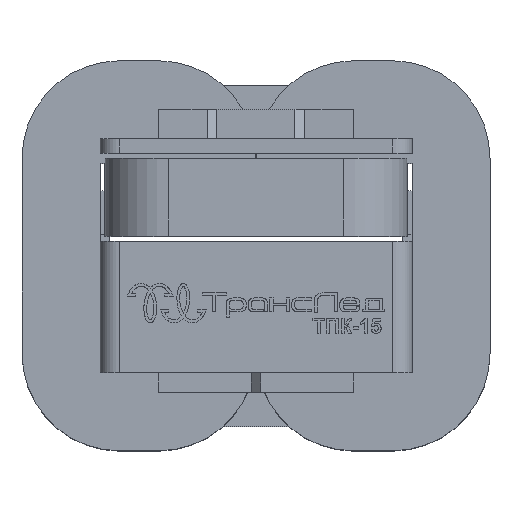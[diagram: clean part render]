
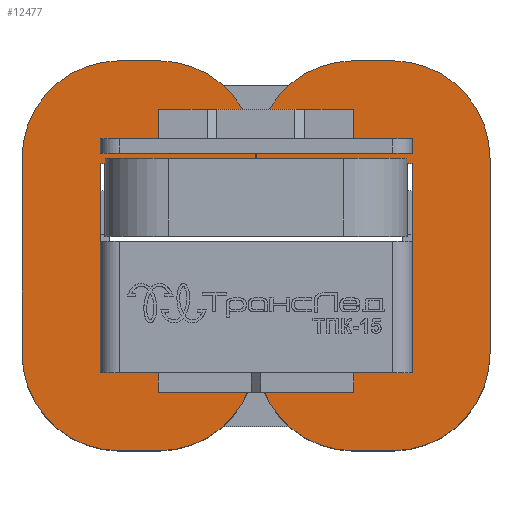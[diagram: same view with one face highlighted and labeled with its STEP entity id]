
A CAD part, top view. The second image highlights one B-rep face of the part: STEP entity #12477.
In plain terms, the highlighted planar face has unit normal (0, 0, 1).
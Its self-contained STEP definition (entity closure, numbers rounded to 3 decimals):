
#817=CIRCLE('',#13251,10.);
#819=CIRCLE('',#13255,10.);
#821=CIRCLE('',#13259,10.);
#823=CIRCLE('',#13262,10.);
#825=CIRCLE('',#13266,10.);
#827=CIRCLE('',#13270,10.);
#829=CIRCLE('',#13274,10.);
#831=CIRCLE('',#13277,10.);
#943=FACE_BOUND('',#1806,.T.);
#1076=FACE_OUTER_BOUND('',#1805,.T.);
#1805=EDGE_LOOP('',(#8751,#8752,#8753,#8754,#8755,#8756,#8757,#8758,#8759,
#8760,#8761,#8762,#8763,#8764));
#1806=EDGE_LOOP('',(#8765,#8766,#8767,#8768));
#2654=LINE('',#16772,#3973);
#2658=LINE('',#16779,#3977);
#2660=LINE('',#16784,#3979);
#2663=LINE('',#16788,#3982);
#2666=LINE('',#16796,#3985);
#2670=LINE('',#16808,#3989);
#2674=LINE('',#16820,#3993);
#2679=LINE('',#16838,#3998);
#2683=LINE('',#16850,#4002);
#2687=LINE('',#16862,#4006);
#3973=VECTOR('',#14198,10.);
#3977=VECTOR('',#14204,10.);
#3979=VECTOR('',#14208,10.);
#3982=VECTOR('',#14213,10.);
#3985=VECTOR('',#14218,10.);
#3989=VECTOR('',#14230,10.);
#3993=VECTOR('',#14242,10.);
#3998=VECTOR('',#14261,10.);
#4002=VECTOR('',#14273,10.);
#4006=VECTOR('',#14285,10.);
#5228=VERTEX_POINT('',#16769);
#5229=VERTEX_POINT('',#16771);
#5231=VERTEX_POINT('',#16777);
#5233=VERTEX_POINT('',#16783);
#5236=VERTEX_POINT('',#16793);
#5237=VERTEX_POINT('',#16795);
#5239=VERTEX_POINT('',#16801);
#5241=VERTEX_POINT('',#16807);
#5243=VERTEX_POINT('',#16813);
#5245=VERTEX_POINT('',#16819);
#5247=VERTEX_POINT('',#16825);
#5249=VERTEX_POINT('',#16831);
#5251=VERTEX_POINT('',#16837);
#5253=VERTEX_POINT('',#16843);
#5255=VERTEX_POINT('',#16849);
#5257=VERTEX_POINT('',#16855);
#5259=VERTEX_POINT('',#16861);
#5261=VERTEX_POINT('',#16867);
#6558=EDGE_CURVE('',#5229,#5228,#2654,.T.);
#6562=EDGE_CURVE('',#5228,#5231,#2658,.T.);
#6564=EDGE_CURVE('',#5233,#5229,#2660,.T.);
#6567=EDGE_CURVE('',#5231,#5233,#2663,.T.);
#6570=EDGE_CURVE('',#5237,#5236,#2666,.T.);
#6573=EDGE_CURVE('',#5239,#5237,#817,.T.);
#6576=EDGE_CURVE('',#5241,#5239,#2670,.T.);
#6579=EDGE_CURVE('',#5243,#5241,#819,.T.);
#6582=EDGE_CURVE('',#5245,#5243,#2674,.T.);
#6585=EDGE_CURVE('',#5247,#5245,#821,.T.);
#6588=EDGE_CURVE('',#5249,#5247,#823,.T.);
#6591=EDGE_CURVE('',#5251,#5249,#2679,.T.);
#6594=EDGE_CURVE('',#5253,#5251,#825,.T.);
#6597=EDGE_CURVE('',#5255,#5253,#2683,.T.);
#6600=EDGE_CURVE('',#5257,#5255,#827,.T.);
#6603=EDGE_CURVE('',#5259,#5257,#2687,.T.);
#6606=EDGE_CURVE('',#5261,#5259,#829,.T.);
#6609=EDGE_CURVE('',#5236,#5261,#831,.T.);
#8751=ORIENTED_EDGE('',*,*,#6609,.T.);
#8752=ORIENTED_EDGE('',*,*,#6606,.T.);
#8753=ORIENTED_EDGE('',*,*,#6603,.T.);
#8754=ORIENTED_EDGE('',*,*,#6600,.T.);
#8755=ORIENTED_EDGE('',*,*,#6597,.T.);
#8756=ORIENTED_EDGE('',*,*,#6594,.T.);
#8757=ORIENTED_EDGE('',*,*,#6591,.T.);
#8758=ORIENTED_EDGE('',*,*,#6588,.T.);
#8759=ORIENTED_EDGE('',*,*,#6585,.T.);
#8760=ORIENTED_EDGE('',*,*,#6582,.T.);
#8761=ORIENTED_EDGE('',*,*,#6579,.T.);
#8762=ORIENTED_EDGE('',*,*,#6576,.T.);
#8763=ORIENTED_EDGE('',*,*,#6573,.T.);
#8764=ORIENTED_EDGE('',*,*,#6570,.T.);
#8765=ORIENTED_EDGE('',*,*,#6564,.T.);
#8766=ORIENTED_EDGE('',*,*,#6558,.T.);
#8767=ORIENTED_EDGE('',*,*,#6562,.T.);
#8768=ORIENTED_EDGE('',*,*,#6567,.T.);
#12022=PLANE('',#13278);
#12477=ADVANCED_FACE('',(#1076,#943),#12022,.T.);
#13251=AXIS2_PLACEMENT_3D('',#16802,#14224,#14225);
#13255=AXIS2_PLACEMENT_3D('',#16814,#14236,#14237);
#13259=AXIS2_PLACEMENT_3D('',#16826,#14248,#14249);
#13262=AXIS2_PLACEMENT_3D('',#16832,#14255,#14256);
#13266=AXIS2_PLACEMENT_3D('',#16844,#14267,#14268);
#13270=AXIS2_PLACEMENT_3D('',#16856,#14279,#14280);
#13274=AXIS2_PLACEMENT_3D('',#16868,#14291,#14292);
#13277=AXIS2_PLACEMENT_3D('',#16872,#14298,#14299);
#13278=AXIS2_PLACEMENT_3D('',#16873,#14300,#14301);
#14198=DIRECTION('',(0.,1.,0.));
#14204=DIRECTION('',(1.,0.,0.));
#14208=DIRECTION('',(-1.,0.,0.));
#14213=DIRECTION('',(0.,-1.,0.));
#14218=DIRECTION('',(-1.,0.,0.));
#14224=DIRECTION('center_axis',(0.,0.,1.));
#14225=DIRECTION('ref_axis',(1.,0.,0.));
#14230=DIRECTION('',(0.,1.,0.));
#14236=DIRECTION('center_axis',(0.,0.,1.));
#14237=DIRECTION('ref_axis',(0.,-1.,0.));
#14242=DIRECTION('',(1.,0.,0.));
#14248=DIRECTION('center_axis',(0.,0.,1.));
#14249=DIRECTION('ref_axis',(-1.,0.,0.));
#14255=DIRECTION('center_axis',(0.,0.,1.));
#14256=DIRECTION('ref_axis',(0.,-1.,0.));
#14261=DIRECTION('',(1.,0.,0.));
#14267=DIRECTION('center_axis',(0.,0.,1.));
#14268=DIRECTION('ref_axis',(-1.,0.,0.));
#14273=DIRECTION('',(0.,-1.,0.));
#14279=DIRECTION('center_axis',(0.,0.,1.));
#14280=DIRECTION('ref_axis',(0.,1.,0.));
#14285=DIRECTION('',(-1.,0.,0.));
#14291=DIRECTION('center_axis',(0.,0.,1.));
#14292=DIRECTION('ref_axis',(1.,0.,0.));
#14298=DIRECTION('center_axis',(0.,0.,1.));
#14299=DIRECTION('ref_axis',(0.,1.,0.));
#14300=DIRECTION('center_axis',(0.,0.,1.));
#14301=DIRECTION('ref_axis',(1.,0.,0.));
#16769=CARTESIAN_POINT('',(-16.,9.5,21.8));
#16771=CARTESIAN_POINT('',(-16.,0.5,21.8));
#16772=CARTESIAN_POINT('',(-16.,-9.25,21.8));
#16777=CARTESIAN_POINT('',(16.,9.5,21.8));
#16779=CARTESIAN_POINT('',(-8.,9.5,21.8));
#16783=CARTESIAN_POINT('',(16.,0.5,21.8));
#16784=CARTESIAN_POINT('',(8.,0.5,21.8));
#16788=CARTESIAN_POINT('',(16.,0.625,21.8));
#16793=CARTESIAN_POINT('',(10.,20.,21.8));
#16795=CARTESIAN_POINT('',(14.,20.,21.8));
#16796=CARTESIAN_POINT('',(10.,20.,21.8));
#16801=CARTESIAN_POINT('',(24.,10.,21.8));
#16802=CARTESIAN_POINT('Origin',(14.,10.,21.8));
#16807=CARTESIAN_POINT('',(24.,-10.,21.8));
#16808=CARTESIAN_POINT('',(24.,10.,21.8));
#16813=CARTESIAN_POINT('',(14.,-20.,21.8));
#16814=CARTESIAN_POINT('Origin',(14.,-10.,21.8));
#16819=CARTESIAN_POINT('',(10.,-20.,21.8));
#16820=CARTESIAN_POINT('',(14.,-20.,21.8));
#16825=CARTESIAN_POINT('',(0.,-10.,21.8));
#16826=CARTESIAN_POINT('Origin',(10.,-10.,21.8));
#16831=CARTESIAN_POINT('',(-10.,-20.,21.8));
#16832=CARTESIAN_POINT('Origin',(-10.,-10.,21.8));
#16837=CARTESIAN_POINT('',(-14.,-20.,21.8));
#16838=CARTESIAN_POINT('',(-14.,-20.,21.8));
#16843=CARTESIAN_POINT('',(-24.,-10.,21.8));
#16844=CARTESIAN_POINT('Origin',(-14.,-10.,21.8));
#16849=CARTESIAN_POINT('',(-24.,10.,21.8));
#16850=CARTESIAN_POINT('',(-24.,10.,21.8));
#16855=CARTESIAN_POINT('',(-14.,20.,21.8));
#16856=CARTESIAN_POINT('Origin',(-14.,10.,21.8));
#16861=CARTESIAN_POINT('',(-10.,20.,21.8));
#16862=CARTESIAN_POINT('',(-10.,20.,21.8));
#16867=CARTESIAN_POINT('',(0.,10.,21.8));
#16868=CARTESIAN_POINT('Origin',(-10.,10.,21.8));
#16872=CARTESIAN_POINT('Origin',(10.,10.,21.8));
#16873=CARTESIAN_POINT('Origin',(0.,0.,
21.8));
